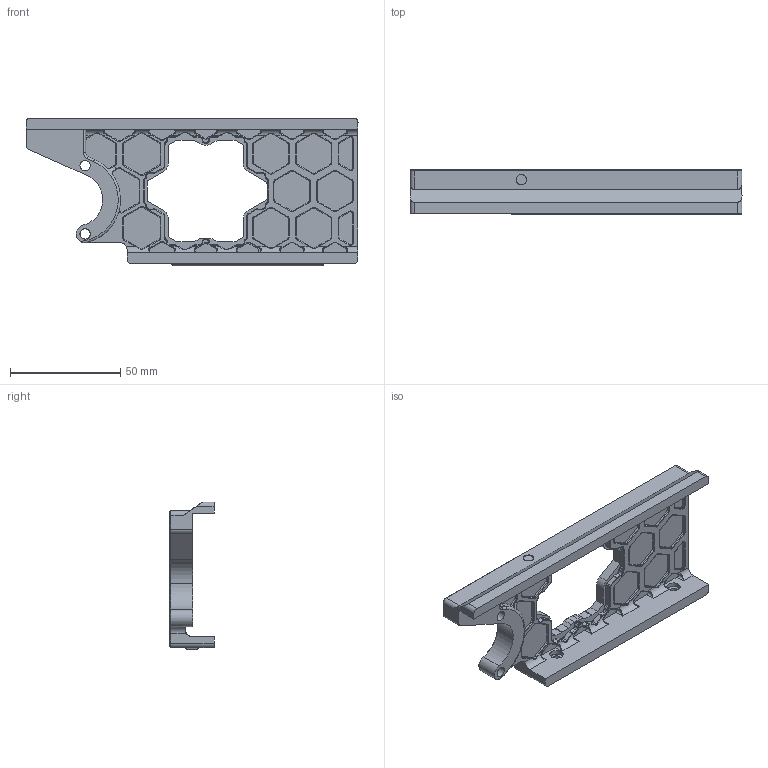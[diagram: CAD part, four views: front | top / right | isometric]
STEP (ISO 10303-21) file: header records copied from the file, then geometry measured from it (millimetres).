
FILE_DESCRIPTION (( 'STEP AP214' ), '1' );
FILE_NAME ('350 (1).STEP', '2024-04-23T08:11:35', ( 'Windows User' ), ( 'P R C' ), 'SwSTEP 2.0', 'SolidWorks 2023', '' );
FILE_SCHEMA (( 'AUTOMOTIVE_DESIGN' ));
Length unit declared in the file: millimetre
Products named in the file (1): 350 (1)
Bounding box: 150.5 x 20 x 67 mm (x, y, z)
Volume: 50722.7 mm3; surface area: 38800.6 mm2
Topology: 26 solids, 26 shells, 1430 faces, 3687 edges, 2301 vertices
Faces by surface type: plane 616, cylinder 570, torus 126, bspline 89, cone 28, sphere 1
Entity records: 46543 total; most frequent: CARTESIAN_POINT 11526, DIRECTION 7362, ORIENTED_EDGE 7326, EDGE_CURVE 3663, AXIS2_PLACEMENT_3D 2605, VERTEX_POINT 2301, VECTOR 2152, LINE 2152
